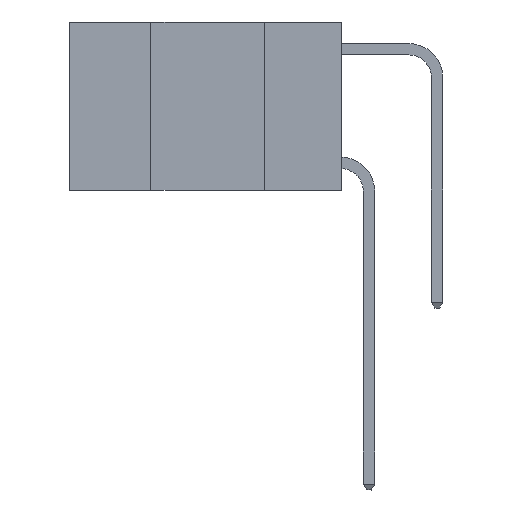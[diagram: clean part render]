
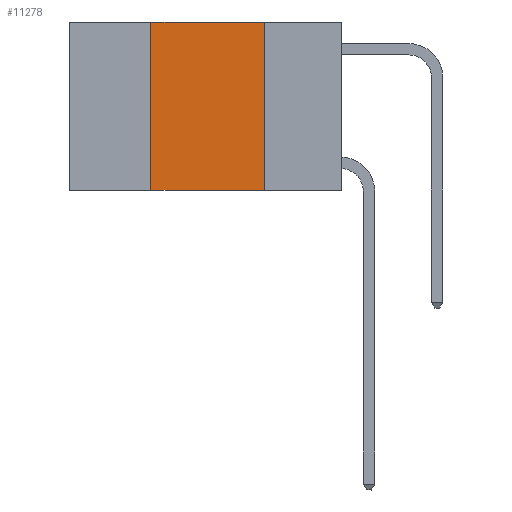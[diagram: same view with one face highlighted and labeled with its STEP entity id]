
A CAD part, left-side view. The second image highlights one B-rep face of the part: STEP entity #11278.
In plain terms, the highlighted planar face has unit normal (-1, 0, 0).
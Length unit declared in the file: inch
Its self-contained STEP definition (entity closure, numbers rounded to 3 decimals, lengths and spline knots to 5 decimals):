
#90 = ORIENTED_EDGE ( 'NONE', *, *, #14215, .T. ) ;
#332 = CARTESIAN_POINT ( 'NONE',  ( 0., 0.17, 0. ) ) ;
#1520 = DIRECTION ( 'NONE',  ( 1., 0., 0. ) ) ;
#2778 = DIRECTION ( 'NONE',  ( 0., 0., -1. ) ) ;
#3191 = LINE ( 'NONE', #19757, #9846 ) ;
#3549 = PLANE ( 'NONE',  #14561 ) ;
#4827 = EDGE_CURVE ( 'NONE', #7705, #10078, #23156, .T. ) ;
#6494 = VECTOR ( 'NONE', #7926, 39.37008 ) ;
#6793 = LINE ( 'NONE', #21223, #6494 ) ;
#6907 = FACE_OUTER_BOUND ( 'NONE', #9659, .T. ) ;
#6950 = CARTESIAN_POINT ( 'NONE',  ( 0., 0.42, 0. ) ) ;
#7041 = CARTESIAN_POINT ( 'NONE',  ( 0., 0.6, 0. ) ) ;
#7127 = DIRECTION ( 'NONE',  ( 0., 0., -1. ) ) ;
#7440 = CARTESIAN_POINT ( 'NONE',  ( 0., 0.6, 0. ) ) ;
#7682 = VECTOR ( 'NONE', #2778, 39.37008 ) ;
#7705 = VERTEX_POINT ( 'NONE', #332 ) ;
#7926 = DIRECTION ( 'NONE',  ( 0., -1., 0. ) ) ;
#9659 = EDGE_LOOP ( 'NONE', ( #10707, #17947, #18087, #90 ) ) ;
#9790 = EDGE_CURVE ( 'NONE', #20008, #16493, #3191, .T. ) ;
#9846 = VECTOR ( 'NONE', #23497, 39.37008 ) ;
#10078 = VERTEX_POINT ( 'NONE', #18909 ) ;
#10707 = ORIENTED_EDGE ( 'NONE', *, *, #4827, .F. ) ;
#11278 = ADVANCED_FACE ( 'NONE', ( #6907 ), #3549, .F. ) ;
#14215 = EDGE_CURVE ( 'NONE', #20008, #10078, #6793, .T. ) ;
#14561 = AXIS2_PLACEMENT_3D ( 'NONE', #7440, #1520, #7127 ) ;
#14920 = EDGE_CURVE ( 'NONE', #16493, #7705, #23959, .T. ) ;
#15880 = CARTESIAN_POINT ( 'NONE',  ( 0., 0.17, 0. ) ) ;
#16493 = VERTEX_POINT ( 'NONE', #6950 ) ;
#17947 = ORIENTED_EDGE ( 'NONE', *, *, #14920, .F. ) ;
#18087 = ORIENTED_EDGE ( 'NONE', *, *, #9790, .F. ) ;
#18909 = CARTESIAN_POINT ( 'NONE',  ( 0., 0.17, -0.37 ) ) ;
#19757 = CARTESIAN_POINT ( 'NONE',  ( 0., 0.42, 0. ) ) ;
#20008 = VERTEX_POINT ( 'NONE', #20100 ) ;
#20100 = CARTESIAN_POINT ( 'NONE',  ( 0., 0.42, -0.37 ) ) ;
#20189 = VECTOR ( 'NONE', #23761, 39.37008 ) ;
#21223 = CARTESIAN_POINT ( 'NONE',  ( 0., 0.6, -0.37 ) ) ;
#23156 = LINE ( 'NONE', #15880, #7682 ) ;
#23497 = DIRECTION ( 'NONE',  ( 0., 0., 1. ) ) ;
#23761 = DIRECTION ( 'NONE',  ( 0., -1., 0. ) ) ;
#23959 = LINE ( 'NONE', #7041, #20189 ) ;
